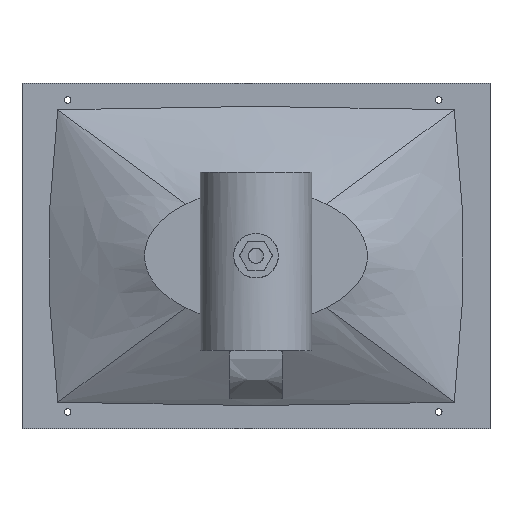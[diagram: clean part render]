
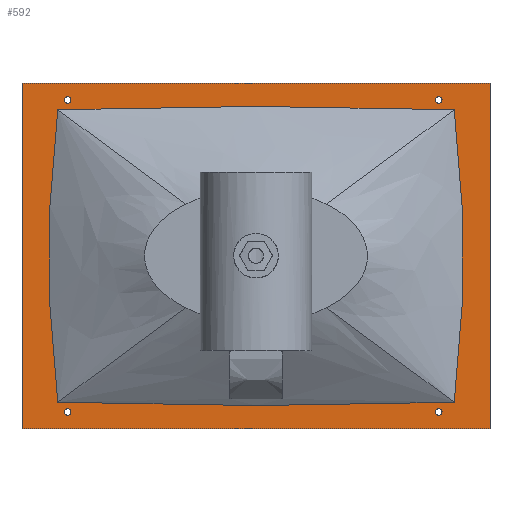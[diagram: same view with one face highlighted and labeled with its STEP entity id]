
A CAD part, top view. The second image highlights one B-rep face of the part: STEP entity #592.
In plain terms, the highlighted planar face has unit normal (0, 0, 1).
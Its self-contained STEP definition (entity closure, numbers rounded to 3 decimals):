
#54=B_SPLINE_CURVE_WITH_KNOTS('',3,(#1160,#1161,#1162,#1163,#1164,#1165,
#1166,#1167,#1168,#1169,#1170,#1171,#1172),.UNSPECIFIED.,.F.,.F.,(4,3,3,
3,4),(0.,2.565,7.695,12.825,17.954),
 .UNSPECIFIED.);
#55=B_SPLINE_CURVE_WITH_KNOTS('',3,(#1209,#1210,#1211,#1212,#1213,#1214,
#1215,#1216,#1217,#1218,#1219,#1220,#1221),.UNSPECIFIED.,.F.,.F.,(4,3,3,
3,4),(0.,1.902,5.707,9.512,13.316),
 .UNSPECIFIED.);
#56=B_SPLINE_CURVE_WITH_KNOTS('',3,(#1256,#1257,#1258,#1259,#1260,#1261,
#1262,#1263,#1264,#1265,#1266,#1267,#1268),.UNSPECIFIED.,.F.,.F.,(4,3,3,
3,4),(0.,2.565,7.695,12.825,17.954),
 .UNSPECIFIED.);
#57=B_SPLINE_CURVE_WITH_KNOTS('',3,(#1298,#1299,#1300,#1301,#1302,#1303,
#1304,#1305,#1306,#1307,#1308,#1309,#1310),.UNSPECIFIED.,.F.,.F.,(4,3,3,
3,4),(0.,1.902,5.707,9.512,13.316),
 .UNSPECIFIED.);
#70=FACE_BOUND('',#161,.T.);
#71=FACE_BOUND('',#162,.T.);
#72=FACE_BOUND('',#163,.T.);
#73=FACE_BOUND('',#164,.T.);
#74=FACE_BOUND('',#165,.T.);
#88=CIRCLE('',#657,1.465);
#89=CIRCLE('',#658,1.465);
#90=CIRCLE('',#659,1.465);
#91=CIRCLE('',#660,1.465);
#117=FACE_OUTER_BOUND('',#160,.T.);
#160=EDGE_LOOP('',(#514,#515,#516,#517));
#161=EDGE_LOOP('',(#518,#519,#520,#521));
#162=EDGE_LOOP('',(#522));
#163=EDGE_LOOP('',(#523));
#164=EDGE_LOOP('',(#524));
#165=EDGE_LOOP('',(#525));
#177=LINE('',#836,#214);
#180=LINE('',#841,#217);
#202=LINE('',#1313,#239);
#203=LINE('',#1314,#240);
#214=VECTOR('',#686,10.);
#217=VECTOR('',#691,10.);
#239=VECTOR('',#787,10.);
#240=VECTOR('',#788,10.);
#254=VERTEX_POINT('',#833);
#255=VERTEX_POINT('',#835);
#256=VERTEX_POINT('',#839);
#289=VERTEX_POINT('',#1157);
#290=VERTEX_POINT('',#1159);
#293=VERTEX_POINT('',#1208);
#295=VERTEX_POINT('',#1255);
#296=VERTEX_POINT('',#1312);
#297=VERTEX_POINT('',#1315);
#298=VERTEX_POINT('',#1317);
#299=VERTEX_POINT('',#1319);
#300=VERTEX_POINT('',#1321);
#310=EDGE_CURVE('',#254,#255,#177,.T.);
#313=EDGE_CURVE('',#256,#254,#180,.T.);
#361=EDGE_CURVE('',#290,#289,#54,.T.);
#366=EDGE_CURVE('',#293,#290,#55,.T.);
#370=EDGE_CURVE('',#295,#293,#56,.T.);
#372=EDGE_CURVE('',#289,#295,#57,.T.);
#373=EDGE_CURVE('',#296,#256,#202,.T.);
#374=EDGE_CURVE('',#255,#296,#203,.T.);
#375=EDGE_CURVE('',#297,#297,#88,.T.);
#376=EDGE_CURVE('',#298,#298,#89,.T.);
#377=EDGE_CURVE('',#299,#299,#90,.T.);
#378=EDGE_CURVE('',#300,#300,#91,.T.);
#514=ORIENTED_EDGE('',*,*,#313,.F.);
#515=ORIENTED_EDGE('',*,*,#373,.F.);
#516=ORIENTED_EDGE('',*,*,#374,.F.);
#517=ORIENTED_EDGE('',*,*,#310,.F.);
#518=ORIENTED_EDGE('',*,*,#366,.T.);
#519=ORIENTED_EDGE('',*,*,#361,.T.);
#520=ORIENTED_EDGE('',*,*,#372,.T.);
#521=ORIENTED_EDGE('',*,*,#370,.T.);
#522=ORIENTED_EDGE('',*,*,#375,.F.);
#523=ORIENTED_EDGE('',*,*,#376,.F.);
#524=ORIENTED_EDGE('',*,*,#377,.F.);
#525=ORIENTED_EDGE('',*,*,#378,.F.);
#564=PLANE('',#656);
#592=ADVANCED_FACE('',(#117,#70,#71,#72,#73,#74),#564,.T.);
#656=AXIS2_PLACEMENT_3D('',#1311,#785,#786);
#657=AXIS2_PLACEMENT_3D('',#1316,#789,#790);
#658=AXIS2_PLACEMENT_3D('',#1318,#791,#792);
#659=AXIS2_PLACEMENT_3D('',#1320,#793,#794);
#660=AXIS2_PLACEMENT_3D('',#1322,#795,#796);
#686=DIRECTION('',(0.,-1.,0.));
#691=DIRECTION('',(1.,0.,0.));
#785=DIRECTION('center_axis',(0.,0.,1.));
#786=DIRECTION('ref_axis',(1.,0.,0.));
#787=DIRECTION('',(0.,1.,0.));
#788=DIRECTION('',(-1.,0.,0.));
#789=DIRECTION('center_axis',(0.,0.,1.));
#790=DIRECTION('ref_axis',(1.,0.,0.));
#791=DIRECTION('center_axis',(0.,0.,1.));
#792=DIRECTION('ref_axis',(1.,0.,0.));
#793=DIRECTION('center_axis',(0.,0.,1.));
#794=DIRECTION('ref_axis',(1.,0.,0.));
#795=DIRECTION('center_axis',(0.,0.,1.));
#796=DIRECTION('ref_axis',(1.,0.,0.));
#833=CARTESIAN_POINT('',(105.,77.5,7.));
#835=CARTESIAN_POINT('',(105.,-77.5,7.));
#836=CARTESIAN_POINT('',(105.,-38.75,7.));
#839=CARTESIAN_POINT('',(-105.,77.5,7.));
#841=CARTESIAN_POINT('',(52.5,77.5,7.));
#1157=CARTESIAN_POINT('',(88.93,65.639,7.));
#1159=CARTESIAN_POINT('',(-88.93,65.639,7.));
#1160=CARTESIAN_POINT('Ctrl Pts',(-88.93,65.639,7.));
#1161=CARTESIAN_POINT('Ctrl Pts',(-80.566,65.908,7.));
#1162=CARTESIAN_POINT('Ctrl Pts',(-72.158,66.145,7.));
#1163=CARTESIAN_POINT('Ctrl Pts',(-63.718,66.345,7.));
#1164=CARTESIAN_POINT('Ctrl Pts',(-46.836,66.745,7.));
#1165=CARTESIAN_POINT('Ctrl Pts',(-29.824,66.995,7.));
#1166=CARTESIAN_POINT('Ctrl Pts',(-12.784,67.078,7.));
#1167=CARTESIAN_POINT('Ctrl Pts',(4.256,67.161,7.));
#1168=CARTESIAN_POINT('Ctrl Pts',(21.324,67.077,7.));
#1169=CARTESIAN_POINT('Ctrl Pts',(38.31,66.831,7.));
#1170=CARTESIAN_POINT('Ctrl Pts',(55.297,66.585,7.));
#1171=CARTESIAN_POINT('Ctrl Pts',(72.202,66.177,7.));
#1172=CARTESIAN_POINT('Ctrl Pts',(88.93,65.639,7.));
#1208=CARTESIAN_POINT('',(-88.93,-65.639,7.));
#1209=CARTESIAN_POINT('Ctrl Pts',(-88.93,-65.639,7.));
#1210=CARTESIAN_POINT('Ctrl Pts',(-89.648,-59.523,7.));
#1211=CARTESIAN_POINT('Ctrl Pts',(-90.293,-53.352,7.));
#1212=CARTESIAN_POINT('Ctrl Pts',(-90.841,-47.138,7.));
#1213=CARTESIAN_POINT('Ctrl Pts',(-91.938,-34.711,7.));
#1214=CARTESIAN_POINT('Ctrl Pts',(-92.648,-22.114,7.));
#1215=CARTESIAN_POINT('Ctrl Pts',(-92.882,-9.48,7.));
#1216=CARTESIAN_POINT('Ctrl Pts',(-93.116,3.153,7.));
#1217=CARTESIAN_POINT('Ctrl Pts',(-92.874,15.824,7.));
#1218=CARTESIAN_POINT('Ctrl Pts',(-92.186,28.387,7.));
#1219=CARTESIAN_POINT('Ctrl Pts',(-91.499,40.95,7.));
#1220=CARTESIAN_POINT('Ctrl Pts',(-90.366,53.406,7.));
#1221=CARTESIAN_POINT('Ctrl Pts',(-88.93,65.639,7.));
#1255=CARTESIAN_POINT('',(88.93,-65.639,7.));
#1256=CARTESIAN_POINT('Ctrl Pts',(88.93,-65.639,7.));
#1257=CARTESIAN_POINT('Ctrl Pts',(80.566,-65.908,7.));
#1258=CARTESIAN_POINT('Ctrl Pts',(72.158,-66.145,7.));
#1259=CARTESIAN_POINT('Ctrl Pts',(63.718,-66.345,7.));
#1260=CARTESIAN_POINT('Ctrl Pts',(46.836,-66.745,7.));
#1261=CARTESIAN_POINT('Ctrl Pts',(29.824,-66.995,7.));
#1262=CARTESIAN_POINT('Ctrl Pts',(12.784,-67.078,7.));
#1263=CARTESIAN_POINT('Ctrl Pts',(-4.256,-67.161,7.));
#1264=CARTESIAN_POINT('Ctrl Pts',(-21.324,-67.077,7.));
#1265=CARTESIAN_POINT('Ctrl Pts',(-38.31,-66.831,7.));
#1266=CARTESIAN_POINT('Ctrl Pts',(-55.297,-66.585,7.));
#1267=CARTESIAN_POINT('Ctrl Pts',(-72.202,-66.177,7.));
#1268=CARTESIAN_POINT('Ctrl Pts',(-88.93,-65.639,7.));
#1298=CARTESIAN_POINT('Ctrl Pts',(88.93,65.639,7.));
#1299=CARTESIAN_POINT('Ctrl Pts',(89.648,59.523,7.));
#1300=CARTESIAN_POINT('Ctrl Pts',(90.293,53.352,7.));
#1301=CARTESIAN_POINT('Ctrl Pts',(90.841,47.138,7.));
#1302=CARTESIAN_POINT('Ctrl Pts',(91.938,34.711,7.));
#1303=CARTESIAN_POINT('Ctrl Pts',(92.648,22.114,7.));
#1304=CARTESIAN_POINT('Ctrl Pts',(92.882,9.48,7.));
#1305=CARTESIAN_POINT('Ctrl Pts',(93.116,-3.153,7.));
#1306=CARTESIAN_POINT('Ctrl Pts',(92.874,-15.824,7.));
#1307=CARTESIAN_POINT('Ctrl Pts',(92.186,-28.387,7.));
#1308=CARTESIAN_POINT('Ctrl Pts',(91.499,-40.95,7.));
#1309=CARTESIAN_POINT('Ctrl Pts',(90.366,-53.406,7.));
#1310=CARTESIAN_POINT('Ctrl Pts',(88.93,-65.639,7.));
#1311=CARTESIAN_POINT('Origin',(0.,0.,7.));
#1312=CARTESIAN_POINT('',(-105.,-77.5,7.));
#1313=CARTESIAN_POINT('',(-105.,38.75,7.));
#1314=CARTESIAN_POINT('',(-52.5,-77.5,7.));
#1315=CARTESIAN_POINT('',(-85.965,-70.,7.));
#1316=CARTESIAN_POINT('Origin',(-84.5,-70.,7.));
#1317=CARTESIAN_POINT('',(80.535,70.,7.));
#1318=CARTESIAN_POINT('Origin',(82.,70.,7.));
#1319=CARTESIAN_POINT('',(80.535,-70.,7.));
#1320=CARTESIAN_POINT('Origin',(82.,-70.,7.));
#1321=CARTESIAN_POINT('',(-85.965,70.,7.));
#1322=CARTESIAN_POINT('Origin',(-84.5,70.,7.));
